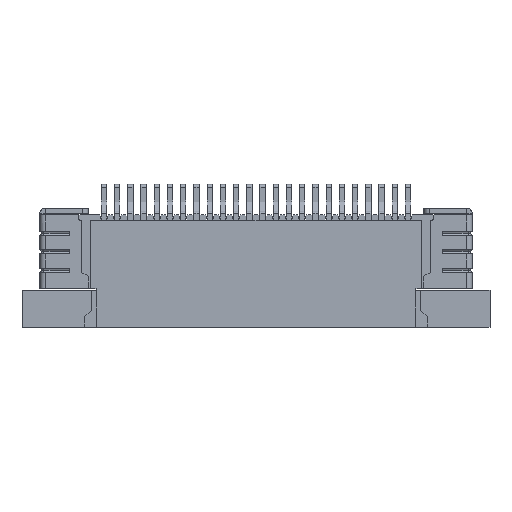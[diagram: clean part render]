
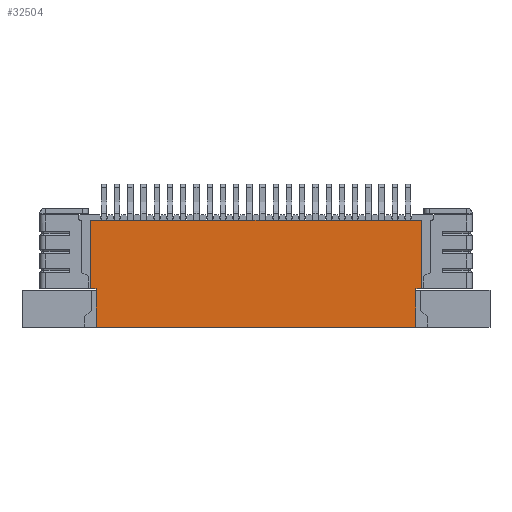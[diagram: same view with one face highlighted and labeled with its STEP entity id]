
A CAD part, top view. The second image highlights one B-rep face of the part: STEP entity #32504.
In plain terms, the highlighted planar face has unit normal (0, 0, 1).
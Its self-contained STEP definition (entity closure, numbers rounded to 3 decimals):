
#1735 = CARTESIAN_POINT ( 'NONE',  ( -6.25, 1.2, 2. ) ) ;
#2426 = DIRECTION ( 'NONE',  ( 0., 0., 1. ) ) ;
#3448 = VECTOR ( 'NONE', #31693, 1000. ) ;
#3625 = VERTEX_POINT ( 'NONE', #9584 ) ;
#3641 = CARTESIAN_POINT ( 'NONE',  ( -6.25, 1.2, 2. ) ) ;
#4380 = VERTEX_POINT ( 'NONE', #53083 ) ;
#5988 = ORIENTED_EDGE ( 'NONE', *, *, #30635, .T. ) ;
#6888 = EDGE_CURVE ( 'NONE', #17961, #44163, #50583, .T. ) ;
#7663 = CARTESIAN_POINT ( 'NONE',  ( 6.05, -1.4, 2. ) ) ;
#7853 = CARTESIAN_POINT ( 'NONE',  ( 6.25, -1.4, 2. ) ) ;
#8616 = VECTOR ( 'NONE', #24493, 1000. ) ;
#9104 = VERTEX_POINT ( 'NONE', #11087 ) ;
#9584 = CARTESIAN_POINT ( 'NONE',  ( -6.25, -1.4, 2. ) ) ;
#10635 = CARTESIAN_POINT ( 'NONE',  ( 0., 0., 2. ) ) ;
#11087 = CARTESIAN_POINT ( 'NONE',  ( 6.05, -2.85, 2. ) ) ;
#11202 = ORIENTED_EDGE ( 'NONE', *, *, #6888, .F. ) ;
#12605 = VECTOR ( 'NONE', #21358, 1000. ) ;
#12846 = VECTOR ( 'NONE', #34019, 1000. ) ;
#13186 = CARTESIAN_POINT ( 'NONE',  ( -6.25, 1.4, 2. ) ) ;
#13669 = ORIENTED_EDGE ( 'NONE', *, *, #44644, .F. ) ;
#14557 = CARTESIAN_POINT ( 'NONE',  ( -7.925, -1.4, 2. ) ) ;
#14599 = LINE ( 'NONE', #43831, #3448 ) ;
#16094 = LINE ( 'NONE', #3641, #46922 ) ;
#16684 = EDGE_LOOP ( 'NONE', ( #50028, #21497, #26715, #11202, #34453, #53056, #5988, #13669 ) ) ;
#17961 = VERTEX_POINT ( 'NONE', #19380 ) ;
#19380 = CARTESIAN_POINT ( 'NONE',  ( -6.05, -2.85, 2. ) ) ;
#19408 = FACE_OUTER_BOUND ( 'NONE', #16684, .T. ) ;
#21358 = DIRECTION ( 'NONE',  ( 0., 1., 0. ) ) ;
#21497 = ORIENTED_EDGE ( 'NONE', *, *, #26223, .F. ) ;
#22224 = DIRECTION ( 'NONE',  ( 1., 0., 0. ) ) ;
#23344 = VECTOR ( 'NONE', #22224, 1000. ) ;
#24260 = LINE ( 'NONE', #14557, #48563 ) ;
#24493 = DIRECTION ( 'NONE',  ( 0., 1., 0. ) ) ;
#24541 = AXIS2_PLACEMENT_3D ( 'NONE', #10635, #2426, #31688 ) ;
#25035 = VECTOR ( 'NONE', #37170, 1000. ) ;
#25251 = VERTEX_POINT ( 'NONE', #7853 ) ;
#25591 = CARTESIAN_POINT ( 'NONE',  ( 6.25, 1.4, 2. ) ) ;
#26223 = EDGE_CURVE ( 'NONE', #3625, #44764, #42101, .T. ) ;
#26498 = EDGE_CURVE ( 'NONE', #3625, #44163, #24260, .T. ) ;
#26715 = ORIENTED_EDGE ( 'NONE', *, *, #26498, .T. ) ;
#30635 = EDGE_CURVE ( 'NONE', #52011, #25251, #44361, .T. ) ;
#30940 = EDGE_CURVE ( 'NONE', #44764, #4380, #16094, .T. ) ;
#31688 = DIRECTION ( 'NONE',  ( 1., 0., 0. ) ) ;
#31693 = DIRECTION ( 'NONE',  ( -1., 0., 0. ) ) ;
#32250 = LINE ( 'NONE', #32561, #25035 ) ;
#32504 = ADVANCED_FACE ( 'NONE', ( #19408 ), #35770, .T. ) ;
#32561 = CARTESIAN_POINT ( 'NONE',  ( 6.05, -2.85, 2. ) ) ;
#34019 = DIRECTION ( 'NONE',  ( 0., -1., 0. ) ) ;
#34453 = ORIENTED_EDGE ( 'NONE', *, *, #38638, .F. ) ;
#34455 = CARTESIAN_POINT ( 'NONE',  ( -6.05, -1.4, 2. ) ) ;
#35770 = PLANE ( 'NONE',  #24541 ) ;
#37170 = DIRECTION ( 'NONE',  ( 0., 1., 0. ) ) ;
#38638 = EDGE_CURVE ( 'NONE', #9104, #17961, #14599, .T. ) ;
#38799 = CARTESIAN_POINT ( 'NONE',  ( -7.925, -1.4, 2. ) ) ;
#41221 = DIRECTION ( 'NONE',  ( 1., 0., 0. ) ) ;
#42101 = LINE ( 'NONE', #13186, #12605 ) ;
#42838 = EDGE_CURVE ( 'NONE', #9104, #52011, #32250, .T. ) ;
#43831 = CARTESIAN_POINT ( 'NONE',  ( -6.05, -2.85, 2. ) ) ;
#44163 = VERTEX_POINT ( 'NONE', #34455 ) ;
#44361 = LINE ( 'NONE', #38799, #23344 ) ;
#44644 = EDGE_CURVE ( 'NONE', #4380, #25251, #54177, .T. ) ;
#44764 = VERTEX_POINT ( 'NONE', #1735 ) ;
#46922 = VECTOR ( 'NONE', #41221, 1000. ) ;
#48460 = DIRECTION ( 'NONE',  ( 1., 0., 0. ) ) ;
#48563 = VECTOR ( 'NONE', #48460, 1000. ) ;
#48901 = CARTESIAN_POINT ( 'NONE',  ( -6.05, -2.85, 2. ) ) ;
#50028 = ORIENTED_EDGE ( 'NONE', *, *, #30940, .F. ) ;
#50583 = LINE ( 'NONE', #48901, #8616 ) ;
#52011 = VERTEX_POINT ( 'NONE', #7663 ) ;
#53056 = ORIENTED_EDGE ( 'NONE', *, *, #42838, .T. ) ;
#53083 = CARTESIAN_POINT ( 'NONE',  ( 6.25, 1.2, 2. ) ) ;
#54177 = LINE ( 'NONE', #25591, #12846 ) ;
